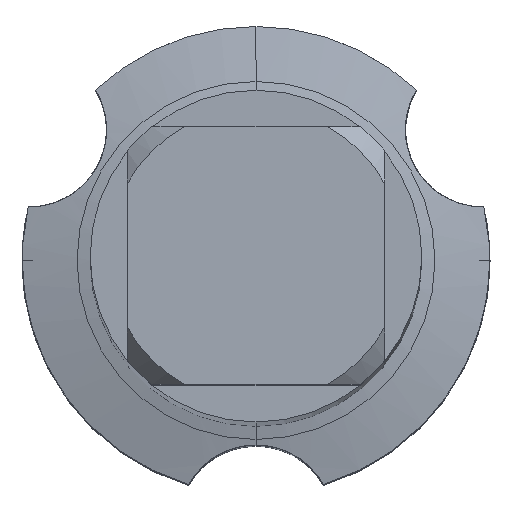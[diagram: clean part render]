
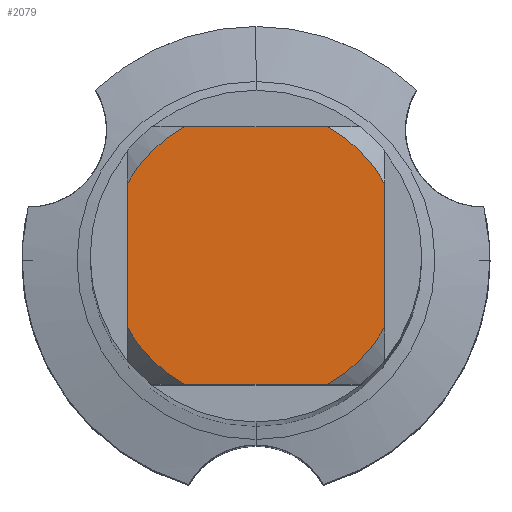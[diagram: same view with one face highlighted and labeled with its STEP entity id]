
A CAD part, top view. The second image highlights one B-rep face of the part: STEP entity #2079.
In plain terms, the highlighted planar face has unit normal (0, 0, 1).
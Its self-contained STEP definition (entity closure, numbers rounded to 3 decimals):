
#1993=VERTEX_POINT('',#5375);
#2079=ADVANCED_FACE('',(#5470),#5471,.T.);
#2143=EDGE_CURVE('',#3301,#2227,#5540,.T.);
#2221=EDGE_CURVE('',#2937,#1993,#5633,.T.);
#2227=VERTEX_POINT('',#5639);
#2819=EDGE_CURVE('',#3085,#2227,#6273,.T.);
#2937=VERTEX_POINT('',#6406);
#3085=VERTEX_POINT('',#6566);
#3153=EDGE_CURVE('',#3535,#3555,#6643,.T.);
#3237=EDGE_CURVE('',#3535,#4401,#6732,.T.);
#3291=EDGE_CURVE('',#2937,#3555,#6790,.T.);
#3301=VERTEX_POINT('',#6802);
#3535=VERTEX_POINT('',#7056);
#3555=VERTEX_POINT('',#7076);
#3713=EDGE_CURVE('',#3085,#4401,#7251,.T.);
#4401=VERTEX_POINT('',#8006);
#4893=EDGE_CURVE('',#3301,#1993,#8539,.T.);
#5375=CARTESIAN_POINT('',(1.936,-3.5,0.0));
#5470=FACE_OUTER_BOUND('',#9982,.T.);
#5471=PLANE('',#9983);
#5540=LINE('',#10157,#10158);
#5633=LINE('',#10373,#10374);
#5639=CARTESIAN_POINT('',(3.5,1.936,0.0));
#6273=CIRCLE('',#12392,4.0);
#6406=CARTESIAN_POINT('',(-1.936,-3.5,0.0));
#6566=CARTESIAN_POINT('',(1.936,3.5,0.0));
#6643=LINE('',#13629,#13630);
#6732=CIRCLE('',#13878,4.0);
#6790=CIRCLE('',#14109,4.0);
#6802=CARTESIAN_POINT('',(3.5,-1.936,0.0));
#7056=CARTESIAN_POINT('',(-3.5,1.936,0.0));
#7076=CARTESIAN_POINT('',(-3.5,-1.936,0.0));
#7251=LINE('',#15430,#15431);
#8006=CARTESIAN_POINT('',(-1.936,3.5,0.0));
#8539=CIRCLE('',#19116,4.0);
#9982=EDGE_LOOP('',(#20001,#20002,#20003,#20004,#20005,#20006,#20007,#20008));
#9983=AXIS2_PLACEMENT_3D('',#20009,#20010,#20011);
#10157=CARTESIAN_POINT('',(3.5,1.0,0.0));
#10158=VECTOR('',#20078,1.0);
#10373=CARTESIAN_POINT('',(0.0,-3.5,0.0));
#10374=VECTOR('',#20322,1.0);
#12392=AXIS2_PLACEMENT_3D('',#21022,#21023,#21024);
#13629=CARTESIAN_POINT('',(-3.5,1.0,0.0));
#13630=VECTOR('',#21407,1.0);
#13878=AXIS2_PLACEMENT_3D('',#21489,#21490,#21491);
#14109=AXIS2_PLACEMENT_3D('',#21550,#21551,#21552);
#15430=CARTESIAN_POINT('',(0.0,3.5,0.0));
#15431=VECTOR('',#22064,1.0);
#19116=AXIS2_PLACEMENT_3D('',#23565,#23566,#23567);
#20001=ORIENTED_EDGE('',*,*,#3153,.T.);
#20002=ORIENTED_EDGE('',*,*,#3291,.F.);
#20003=ORIENTED_EDGE('',*,*,#2221,.T.);
#20004=ORIENTED_EDGE('',*,*,#4893,.F.);
#20005=ORIENTED_EDGE('',*,*,#2143,.T.);
#20006=ORIENTED_EDGE('',*,*,#2819,.F.);
#20007=ORIENTED_EDGE('',*,*,#3713,.T.);
#20008=ORIENTED_EDGE('',*,*,#3237,.F.);
#20009=CARTESIAN_POINT('',(0.0,2.0,0.0));
#20010=DIRECTION('',(-0.0,0.0,1.0));
#20011=DIRECTION('',(0.0,-1.0,0.0));
#20078=DIRECTION('',(-0.0,1.0,0.0));
#20322=DIRECTION('',(1.0,0.0,0.0));
#21022=CARTESIAN_POINT('',(0.0,0.0,0.0));
#21023=DIRECTION('',(0.0,0.0,-1.0));
#21024=DIRECTION('',(0.0,1.0,0.0));
#21407=DIRECTION('',(-0.0,-1.0,0.0));
#21489=CARTESIAN_POINT('',(0.0,0.0,0.0));
#21490=DIRECTION('',(0.0,0.0,-1.0));
#21491=DIRECTION('',(0.0,1.0,0.0));
#21550=CARTESIAN_POINT('',(0.0,0.0,0.0));
#21551=DIRECTION('',(0.0,0.0,-1.0));
#21552=DIRECTION('',(0.0,1.0,0.0));
#22064=DIRECTION('',(-1.0,0.0,0.0));
#23565=CARTESIAN_POINT('',(0.0,0.0,0.0));
#23566=DIRECTION('',(0.0,0.0,-1.0));
#23567=DIRECTION('',(0.0,1.0,0.0));
